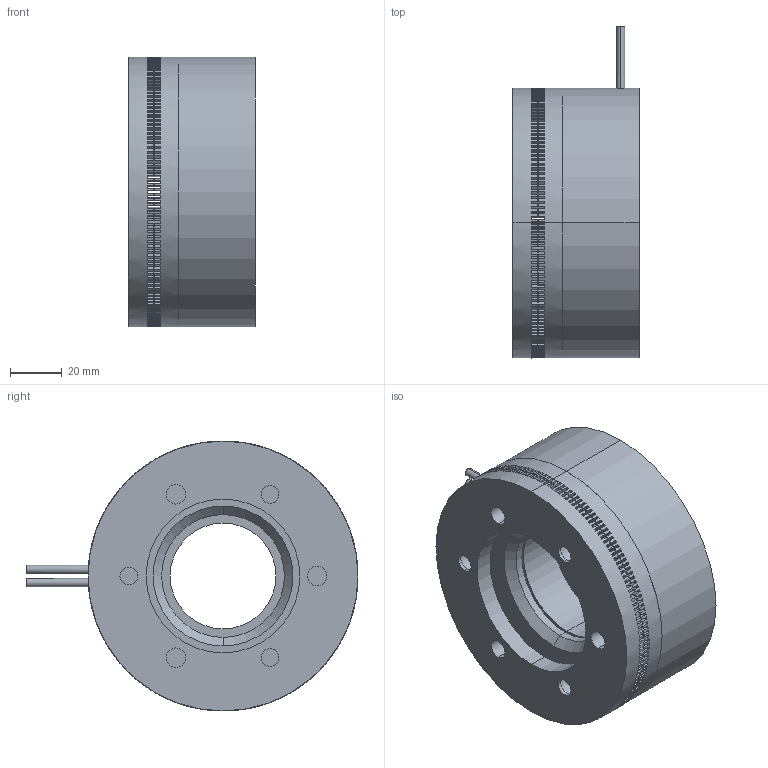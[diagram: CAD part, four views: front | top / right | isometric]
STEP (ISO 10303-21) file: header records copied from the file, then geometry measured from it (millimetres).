
FILE_DESCRIPTION (( 'STEP AP203' ), '1' );
FILE_NAME ('450_SETB_WebAssy.STEP', '2017-02-21T19:07:08', ( 'Delete' ), ( 'Hewlett-Packard Company' ), 'SwSTEP 2.0', 'SolidWorks 2017', '' );
FILE_SCHEMA (( 'CONFIG_CONTROL_DESIGN' ));
Length unit declared in the file: inch
Products named in the file (1): 450_SETB_WebAssy
Bounding box: 48.77 x 128.4 x 104.39 mm (x, y, z)
Volume: 291764.9 mm3; surface area: 75451.2 mm2
Topology: 4 solids, 4 shells, 1459 faces, 4300 edges, 2854 vertices
Faces by surface type: plane 1037, cylinder 400, cone 16, torus 6
Entity records: 49195 total; most frequent: DIRECTION 8716, CARTESIAN_POINT 8706, ORIENTED_EDGE 8584, EDGE_CURVE 4292, AXIS2_PLACEMENT_3D 2968, VERTEX_POINT 2854, LINE 2780, VECTOR 2780
